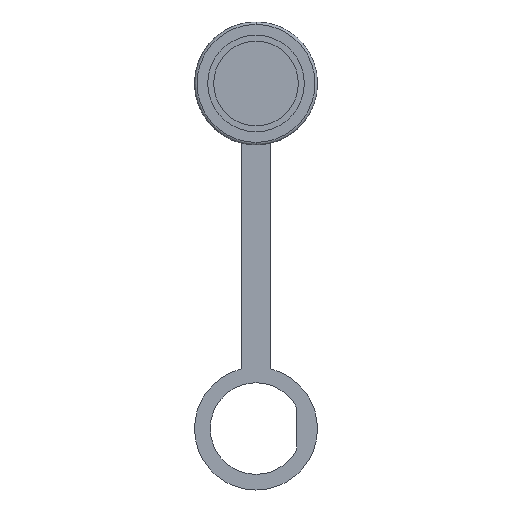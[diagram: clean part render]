
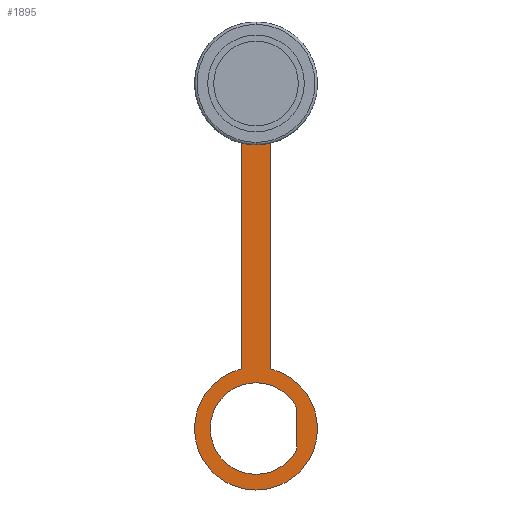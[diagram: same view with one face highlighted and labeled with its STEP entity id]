
A CAD part, front view. The second image highlights one B-rep face of the part: STEP entity #1895.
In plain terms, the highlighted planar face has unit normal (0, -1, 0).
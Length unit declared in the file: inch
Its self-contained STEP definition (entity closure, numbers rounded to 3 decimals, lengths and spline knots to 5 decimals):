
#21 = VERTEX_POINT ( 'NONE', #4443 ) ;
#22 = VERTEX_POINT ( 'NONE', #4442 ) ;
#26 = EDGE_CURVE ( 'NONE', #21, #22, #4405, .T. ) ;
#1895 = ADVANCED_FACE ( 'NONE', ( #8307, #8312, #8311 ), #8178, .F. ) ;
#1896 = EDGE_LOOP ( 'NONE', ( #1897, #1899 ) ) ;
#1897 = ORIENTED_EDGE ( 'NONE', *, *, #1898, .T. ) ;
#1898 = EDGE_CURVE ( 'NONE', #2012, #2011, #8200, .T. ) ;
#1899 = ORIENTED_EDGE ( 'NONE', *, *, #2010, .T. ) ;
#1900 = EDGE_LOOP ( 'NONE', ( #1901, #2063, #2106, #2044, #2109 ) ) ;
#1901 = ORIENTED_EDGE ( 'NONE', *, *, #2041, .F. ) ;
#1902 = VERTEX_POINT ( 'NONE', #8204 ) ;
#1977 = EDGE_CURVE ( 'NONE', #1978, #1998, #8189, .T. ) ;
#1978 = VERTEX_POINT ( 'NONE', #8485 ) ;
#1983 = VERTEX_POINT ( 'NONE', #8528 ) ;
#1997 = EDGE_CURVE ( 'NONE', #1998, #1983, #8491, .T. ) ;
#1998 = VERTEX_POINT ( 'NONE', #8486 ) ;
#2010 = EDGE_CURVE ( 'NONE', #2011, #2012, #8483, .T. ) ;
#2011 = VERTEX_POINT ( 'NONE', #8479 ) ;
#2012 = VERTEX_POINT ( 'NONE', #8478 ) ;
#2032 = VERTEX_POINT ( 'NONE', #8498 ) ;
#2041 = EDGE_CURVE ( 'NONE', #1902, #2042, #8572, .T. ) ;
#2042 = VERTEX_POINT ( 'NONE', #8567 ) ;
#2044 = ORIENTED_EDGE ( 'NONE', *, *, #2108, .F. ) ;
#2054 = VERTEX_POINT ( 'NONE', #8541 ) ;
#2058 = ORIENTED_EDGE ( 'NONE', *, *, #2059, .T. ) ;
#2059 = EDGE_CURVE ( 'NONE', #1983, #2054, #8644, .T. ) ;
#2063 = ORIENTED_EDGE ( 'NONE', *, *, #2064, .F. ) ;
#2064 = EDGE_CURVE ( 'NONE', #22, #1902, #8635, .T. ) ;
#2067 = ORIENTED_EDGE ( 'NONE', *, *, #2068, .T. ) ;
#2068 = EDGE_CURVE ( 'NONE', #2054, #1978, #8732, .T. ) ;
#2100 = ORIENTED_EDGE ( 'NONE', *, *, #1977, .T. ) ;
#2101 = ORIENTED_EDGE ( 'NONE', *, *, #1997, .T. ) ;
#2106 = ORIENTED_EDGE ( 'NONE', *, *, #26, .F. ) ;
#2108 = EDGE_CURVE ( 'NONE', #2032, #21, #8771, .T. ) ;
#2109 = ORIENTED_EDGE ( 'NONE', *, *, #2112, .F. ) ;
#2112 = EDGE_CURVE ( 'NONE', #2042, #2032, #8772, .T. ) ;
#2113 = EDGE_LOOP ( 'NONE', ( #2100, #2101, #2058, #2067 ) ) ;
#4404 = AXIS2_PLACEMENT_3D ( 'NONE', #4460, #4459, #4458 ) ;
#4405 = CIRCLE ( 'NONE', #4404, 0.3935 ) ;
#4442 = CARTESIAN_POINT ( 'NONE',  ( -0.093, 0., -1.82741 ) ) ;
#4443 = CARTESIAN_POINT ( 'NONE',  ( 0., 0., -2.60326 ) ) ;
#4458 = DIRECTION ( 'NONE',  ( 0., 0., 1. ) ) ;
#4459 = DIRECTION ( 'NONE',  ( 0., 1., 0. ) ) ;
#4460 = CARTESIAN_POINT ( 'NONE',  ( 0., 0., -2.20976 ) ) ;
#8029 = CARTESIAN_POINT ( 'NONE',  ( 0., 0., -2.20976 ) ) ;
#8177 = CARTESIAN_POINT ( 'NONE',  ( 0., 0., 0. ) ) ;
#8178 = PLANE ( 'NONE',  #8186 ) ;
#8186 = AXIS2_PLACEMENT_3D ( 'NONE', #8177, #8211, #8210 ) ;
#8188 = AXIS2_PLACEMENT_3D ( 'NONE', #8029, #8450, #8347 ) ;
#8189 = CIRCLE ( 'NONE', #8188, 0.293 ) ;
#8199 = AXIS2_PLACEMENT_3D ( 'NONE', #8207, #8206, #8205 ) ;
#8200 = CIRCLE ( 'NONE', #8199, 0.04 ) ;
#8204 = CARTESIAN_POINT ( 'NONE',  ( -0.093, 0., 0. ) ) ;
#8205 = DIRECTION ( 'NONE',  ( 0., 0., 1. ) ) ;
#8206 = DIRECTION ( 'NONE',  ( 0., 1., 0. ) ) ;
#8207 = CARTESIAN_POINT ( 'NONE',  ( 0., 0., 0. ) ) ;
#8210 = DIRECTION ( 'NONE',  ( 0., 0., 1. ) ) ;
#8211 = DIRECTION ( 'NONE',  ( 0., 1., 0. ) ) ;
#8307 = FACE_BOUND ( 'NONE', #1896, .T. ) ;
#8311 = FACE_BOUND ( 'NONE', #2113, .T. ) ;
#8312 = FACE_OUTER_BOUND ( 'NONE', #1900, .T. ) ;
#8347 = DIRECTION ( 'NONE',  ( 0., 0., 1. ) ) ;
#8450 = DIRECTION ( 'NONE',  ( 0., 1., 0. ) ) ;
#8478 = CARTESIAN_POINT ( 'NONE',  ( 0., 0., 0.04 ) ) ;
#8479 = CARTESIAN_POINT ( 'NONE',  ( 0., 0., -0.04 ) ) ;
#8480 = DIRECTION ( 'NONE',  ( 0., 0., 1. ) ) ;
#8481 = DIRECTION ( 'NONE',  ( 0., 1., 0. ) ) ;
#8482 = AXIS2_PLACEMENT_3D ( 'NONE', #8590, #8481, #8480 ) ;
#8483 = CIRCLE ( 'NONE', #8482, 0.04 ) ;
#8485 = CARTESIAN_POINT ( 'NONE',  ( 0.262, 0., -2.34093 ) ) ;
#8486 = CARTESIAN_POINT ( 'NONE',  ( 0., 0., -2.50276 ) ) ;
#8487 = DIRECTION ( 'NONE',  ( 0., 0., 1. ) ) ;
#8488 = DIRECTION ( 'NONE',  ( 0., 1., 0. ) ) ;
#8489 = CARTESIAN_POINT ( 'NONE',  ( 0., 0., -2.20976 ) ) ;
#8490 = AXIS2_PLACEMENT_3D ( 'NONE', #8489, #8488, #8487 ) ;
#8491 = CIRCLE ( 'NONE', #8490, 0.293 ) ;
#8498 = CARTESIAN_POINT ( 'NONE',  ( 0.093, 0., -1.82741 ) ) ;
#8528 = CARTESIAN_POINT ( 'NONE',  ( 0., 0., -1.91676 ) ) ;
#8541 = CARTESIAN_POINT ( 'NONE',  ( 0.262, 0., -2.07859 ) ) ;
#8567 = CARTESIAN_POINT ( 'NONE',  ( 0.093, 0., 0. ) ) ;
#8568 = DIRECTION ( 'NONE',  ( 0., 0., 1. ) ) ;
#8569 = DIRECTION ( 'NONE',  ( 0., 1., 0. ) ) ;
#8570 = CARTESIAN_POINT ( 'NONE',  ( 0., 0., 0. ) ) ;
#8571 = AXIS2_PLACEMENT_3D ( 'NONE', #8570, #8569, #8568 ) ;
#8572 = CIRCLE ( 'NONE', #8571, 0.093 ) ;
#8590 = CARTESIAN_POINT ( 'NONE',  ( 0., 0., 0. ) ) ;
#8632 = DIRECTION ( 'NONE',  ( 0., 0., 1. ) ) ;
#8633 = VECTOR ( 'NONE', #8632, 39.37008 ) ;
#8634 = CARTESIAN_POINT ( 'NONE',  ( -0.093, 0., 0. ) ) ;
#8635 = LINE ( 'NONE', #8634, #8633 ) ;
#8640 = DIRECTION ( 'NONE',  ( 0., 0., 1. ) ) ;
#8641 = DIRECTION ( 'NONE',  ( 0., 1., 0. ) ) ;
#8642 = CARTESIAN_POINT ( 'NONE',  ( 0., 0., -2.20976 ) ) ;
#8643 = AXIS2_PLACEMENT_3D ( 'NONE', #8642, #8641, #8640 ) ;
#8644 = CIRCLE ( 'NONE', #8643, 0.293 ) ;
#8732 = LINE ( 'NONE', #8862, #8861 ) ;
#8733 = DIRECTION ( 'NONE',  ( 0., 0., -1. ) ) ;
#8734 = VECTOR ( 'NONE', #8733, 39.37008 ) ;
#8735 = CARTESIAN_POINT ( 'NONE',  ( 0.093, 0., 0. ) ) ;
#8736 = DIRECTION ( 'NONE',  ( 0., 0., 1. ) ) ;
#8761 = CARTESIAN_POINT ( 'NONE',  ( 0., 0., -2.20976 ) ) ;
#8769 = DIRECTION ( 'NONE',  ( 0., 1., 0. ) ) ;
#8770 = AXIS2_PLACEMENT_3D ( 'NONE', #8761, #8769, #8736 ) ;
#8771 = CIRCLE ( 'NONE', #8770, 0.3935 ) ;
#8772 = LINE ( 'NONE', #8735, #8734 ) ;
#8789 = DIRECTION ( 'NONE',  ( 0., 0., -1. ) ) ;
#8861 = VECTOR ( 'NONE', #8789, 39.37008 ) ;
#8862 = CARTESIAN_POINT ( 'NONE',  ( 0.262, 0., -2.07859 ) ) ;
